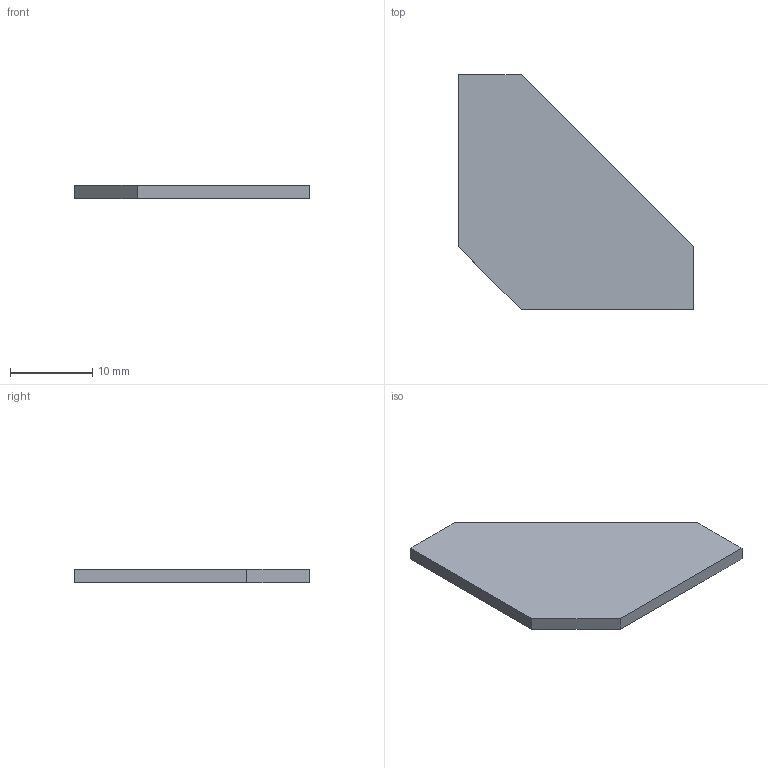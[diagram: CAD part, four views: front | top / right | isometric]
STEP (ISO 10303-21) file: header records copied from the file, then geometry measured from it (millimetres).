
FILE_DESCRIPTION(('KiCad electronic assembly'),'2;1');
FILE_NAME('90 degree right.STEP','2022-07-15T11:23:12',('Pcbnew'),( 'Kicad'),'Open CASCADE STEP processor 7.6','KiCad to STEP converter' ,'Unknown');
FILE_SCHEMA(('AUTOMOTIVE_DESIGN { 1 0 10303 214 1 1 1 1 }'));
Length unit declared in the file: millimetre
Products named in the file (2): 90 degree right 1; Adafruit NeoPixel 8 Stick PCB
Assembly tree (1 placements, depth 2):
  90 degree right 1
    Adafruit NeoPixel 8 Stick PCB
Bounding box: 28.62 x 28.62 x 1.6 mm (x, y, z)
Volume: 911.3 mm3; surface area: 1295.5 mm2
Topology: 1 solids, 1 shells, 8 faces, 18 edges, 12 vertices
Faces by surface type: plane 8
Entity records: 503 total; most frequent: CARTESIAN_POINT 76, DIRECTION 74, LINE 54, VECTOR 54, ORIENTED_EDGE 36, PCURVE 36, DEFINITIONAL_REPRESENTATION 36, EDGE_CURVE 18
